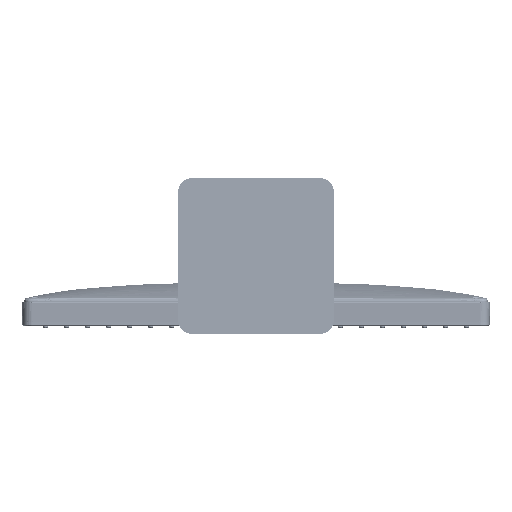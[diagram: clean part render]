
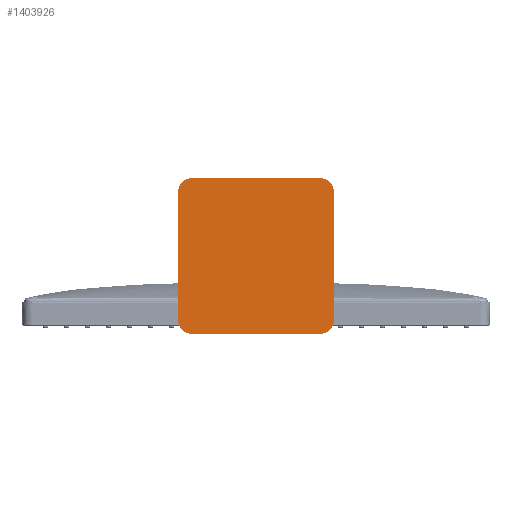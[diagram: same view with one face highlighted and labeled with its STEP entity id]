
A CAD part, front view. The second image highlights one B-rep face of the part: STEP entity #1403926.
In plain terms, the highlighted face is planar.
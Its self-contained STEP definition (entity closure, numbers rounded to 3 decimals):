
#1403591=DIRECTION(' ',(0.,0.,-1.));
#1403596=CARTESIAN_POINT(' ',(78.,-78.,7.5));
#1403601=DIRECTION(' ',(-1.,0.,0.));
#1403606=AXIS2_PLACEMENT_3D(' ',#1403596,#1403591,#1403601);
#1403611=PLANE('',#1403606);
#1403616=CARTESIAN_POINT(' ',(-63.009,78.,7.5));
#1403621=DIRECTION(' ',(1.,0.,0.));
#1403626=VECTOR(' ',#1403621,1.);
#1403631=LINE('',#1403616,#1403626);
#1403636=CARTESIAN_POINT(' ',(-63.009,78.,7.5));
#1403637=VERTEX_POINT(' ',#1403636);
#1403641=CARTESIAN_POINT(' ',(63.009,78.,7.5));
#1403642=VERTEX_POINT(' ',#1403641);
#1403646=EDGE_CURVE(' ',#1403637,#1403642,#1403631,.T.);
#1403651=ORIENTED_EDGE(' ',*,*,#1403646,.T.);
#1403656=CARTESIAN_POINT(' ',(63.013,63.013,7.5));
#1403661=DIRECTION(' ',(0.,0.,1.));
#1403666=DIRECTION(' ',(1.,0.,0.));
#1403671=AXIS2_PLACEMENT_3D(' ',#1403656,#1403661,#1403666);
#1403676=CIRCLE('',#1403671,14.987);
#1403681=CARTESIAN_POINT(' ',(78.,63.009,7.5));
#1403682=VERTEX_POINT(' ',#1403681);
#1403686=EDGE_CURVE(' ',#1403682,#1403642,#1403676,.T.);
#1403691=ORIENTED_EDGE(' ',*,*,#1403686,.F.);
#1403696=CARTESIAN_POINT(' ',(78.,63.009,7.5));
#1403701=DIRECTION(' ',(0.,-1.,0.));
#1403706=VECTOR(' ',#1403701,1.);
#1403711=LINE('',#1403696,#1403706);
#1403716=CARTESIAN_POINT(' ',(78.,-63.009,7.5));
#1403717=VERTEX_POINT(' ',#1403716);
#1403721=EDGE_CURVE(' ',#1403682,#1403717,#1403711,.T.);
#1403726=ORIENTED_EDGE(' ',*,*,#1403721,.T.);
#1403731=CARTESIAN_POINT(' ',(63.013,-63.013,7.5));
#1403736=DIRECTION(' ',(0.,0.,1.));
#1403741=DIRECTION(' ',(0.,-1.,0.));
#1403746=AXIS2_PLACEMENT_3D(' ',#1403731,#1403736,#1403741);
#1403751=CIRCLE('',#1403746,14.987);
#1403756=CARTESIAN_POINT(' ',(63.009,-78.,7.5));
#1403757=VERTEX_POINT(' ',#1403756);
#1403761=EDGE_CURVE(' ',#1403757,#1403717,#1403751,.T.);
#1403766=ORIENTED_EDGE(' ',*,*,#1403761,.F.);
#1403771=CARTESIAN_POINT(' ',(63.009,-78.,7.5));
#1403776=DIRECTION(' ',(-1.,0.,0.));
#1403781=VECTOR(' ',#1403776,1.);
#1403786=LINE('',#1403771,#1403781);
#1403791=CARTESIAN_POINT(' ',(-63.009,-78.,7.5));
#1403792=VERTEX_POINT(' ',#1403791);
#1403796=EDGE_CURVE(' ',#1403757,#1403792,#1403786,.T.);
#1403801=ORIENTED_EDGE(' ',*,*,#1403796,.T.);
#1403806=CARTESIAN_POINT(' ',(-63.013,-63.013,7.5));
#1403811=DIRECTION(' ',(0.,0.,1.));
#1403816=DIRECTION(' ',(-1.,0.,0.));
#1403821=AXIS2_PLACEMENT_3D(' ',#1403806,#1403811,#1403816);
#1403826=CIRCLE('',#1403821,14.987);
#1403831=CARTESIAN_POINT(' ',(-78.,-63.009,7.5));
#1403832=VERTEX_POINT(' ',#1403831);
#1403836=EDGE_CURVE(' ',#1403832,#1403792,#1403826,.T.);
#1403841=ORIENTED_EDGE(' ',*,*,#1403836,.F.);
#1403846=CARTESIAN_POINT(' ',(-78.,-63.009,7.5));
#1403851=DIRECTION(' ',(0.,1.,0.));
#1403856=VECTOR(' ',#1403851,1.);
#1403861=LINE('',#1403846,#1403856);
#1403866=CARTESIAN_POINT(' ',(-78.,63.009,7.5));
#1403867=VERTEX_POINT(' ',#1403866);
#1403871=EDGE_CURVE(' ',#1403832,#1403867,#1403861,.T.);
#1403876=ORIENTED_EDGE(' ',*,*,#1403871,.T.);
#1403881=CARTESIAN_POINT(' ',(-63.013,63.013,7.5));
#1403886=DIRECTION(' ',(0.,0.,1.));
#1403891=DIRECTION(' ',(0.,1.,0.));
#1403896=AXIS2_PLACEMENT_3D(' ',#1403881,#1403886,#1403891);
#1403901=CIRCLE('',#1403896,14.987);
#1403906=EDGE_CURVE(' ',#1403637,#1403867,#1403901,.T.);
#1403911=ORIENTED_EDGE(' ',*,*,#1403906,.F.);
#1403916=EDGE_LOOP(' ',(#1403651,#1403691,#1403726,#1403766,#1403801,#1403841,#1403876,#1403911));
#1403921=FACE_OUTER_BOUND(' ',#1403916,.T.);
#1403926=ADVANCED_FACE('',(#1403921),#1403611,.T.);
